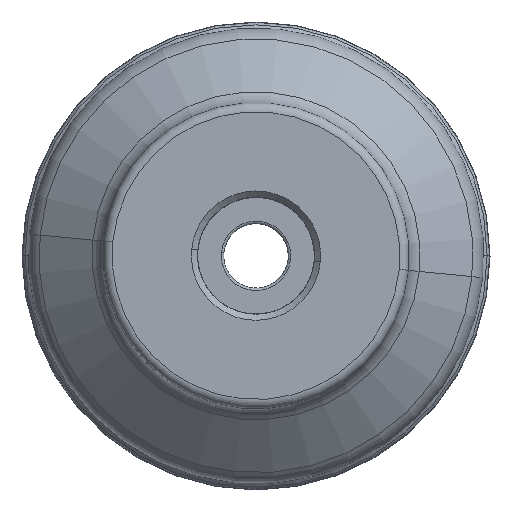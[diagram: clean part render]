
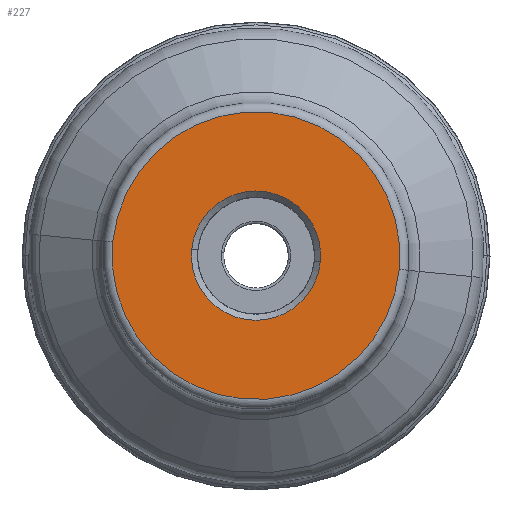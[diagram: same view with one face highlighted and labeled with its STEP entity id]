
A CAD part, top view. The second image highlights one B-rep face of the part: STEP entity #227.
In plain terms, the highlighted planar face has unit normal (0, 0, 1).
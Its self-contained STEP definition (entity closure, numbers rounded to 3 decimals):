
#227=ADVANCED_FACE('',(#280,#281),#269,.F.);
#269=PLANE('',#1488);
#280=FACE_BOUND('',#334,.T.);
#281=FACE_BOUND('',#335,.T.);
#334=EDGE_LOOP('',(#542,#543));
#335=EDGE_LOOP('',(#544,#545,#546,#547));
#542=ORIENTED_EDGE('',*,*,#914,.F.);
#543=ORIENTED_EDGE('',*,*,#913,.F.);
#544=ORIENTED_EDGE('',*,*,#915,.F.);
#545=ORIENTED_EDGE('',*,*,#916,.F.);
#546=ORIENTED_EDGE('',*,*,#917,.F.);
#547=ORIENTED_EDGE('',*,*,#918,.F.);
#774=VERTEX_POINT('',#2289);
#775=VERTEX_POINT('',#2291);
#776=VERTEX_POINT('',#2296);
#777=VERTEX_POINT('',#2297);
#778=VERTEX_POINT('',#2299);
#779=VERTEX_POINT('',#2301);
#913=EDGE_CURVE('',#775,#774,#1070,.T.);
#914=EDGE_CURVE('',#774,#775,#1071,.T.);
#915=EDGE_CURVE('',#776,#777,#1072,.T.);
#916=EDGE_CURVE('',#778,#776,#1073,.T.);
#917=EDGE_CURVE('',#779,#778,#1074,.T.);
#918=EDGE_CURVE('',#777,#779,#1075,.T.);
#1070=CIRCLE('',#1481,23.5);
#1071=CIRCLE('',#1483,23.5);
#1072=CIRCLE('',#1484,10.56);
#1073=CIRCLE('',#1485,10.56);
#1074=CIRCLE('',#1486,10.56);
#1075=CIRCLE('',#1487,10.56);
#1481=AXIS2_PLACEMENT_3D('',#2292,#1860,#1861);
#1483=AXIS2_PLACEMENT_3D('',#2294,#1864,#1865);
#1484=AXIS2_PLACEMENT_3D('',#2295,#1866,#1867);
#1485=AXIS2_PLACEMENT_3D('',#2298,#1868,#1869);
#1486=AXIS2_PLACEMENT_3D('',#2300,#1870,#1871);
#1487=AXIS2_PLACEMENT_3D('',#2302,#1872,#1873);
#1488=AXIS2_PLACEMENT_3D('',#2303,#1874,#1875);
#1860=DIRECTION('',(0.,0.,-1.));
#1861=DIRECTION('',(0.995,-0.096,0.));
#1864=DIRECTION('',(0.,0.,-1.));
#1865=DIRECTION('',(-0.995,0.096,0.));
#1866=DIRECTION('',(0.,0.,1.));
#1867=DIRECTION('',(-0.995,0.096,0.));
#1868=DIRECTION('',(0.,0.,1.));
#1869=DIRECTION('',(0.,1.,0.));
#1870=DIRECTION('',(0.,0.,1.));
#1871=DIRECTION('',(0.995,-0.096,0.));
#1872=DIRECTION('',(0.,0.,1.));
#1873=DIRECTION('',(0.,-1.,0.));
#1874=DIRECTION('',(0.,0.,-1.));
#1875=DIRECTION('',(0.995,-0.096,0.));
#2289=CARTESIAN_POINT('',(-23.393,2.245,0.));
#2291=CARTESIAN_POINT('',(23.393,-2.245,0.));
#2292=CARTESIAN_POINT('',(0.,0.,0.));
#2294=CARTESIAN_POINT('',(0.,0.,0.));
#2295=CARTESIAN_POINT('',(0.,0.,0.));
#2296=CARTESIAN_POINT('',(-10.512,1.009,0.));
#2297=CARTESIAN_POINT('',(0.,-10.56,0.));
#2298=CARTESIAN_POINT('',(0.,0.,0.));
#2299=CARTESIAN_POINT('',(0.,10.56,0.));
#2300=CARTESIAN_POINT('',(0.,0.,0.));
#2301=CARTESIAN_POINT('',(10.512,-1.009,0.));
#2302=CARTESIAN_POINT('',(0.,0.,0.));
#2303=CARTESIAN_POINT('',(0.,0.,0.));
